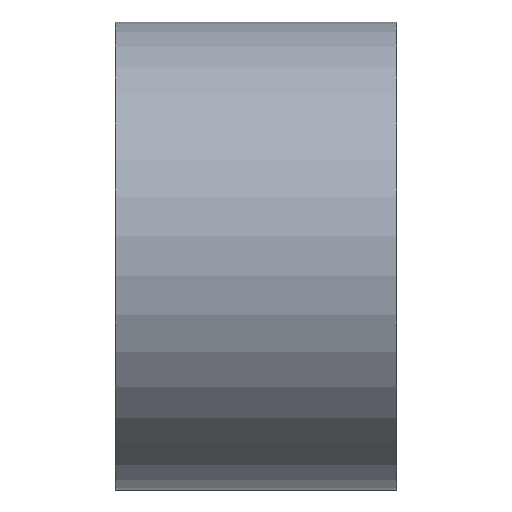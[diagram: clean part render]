
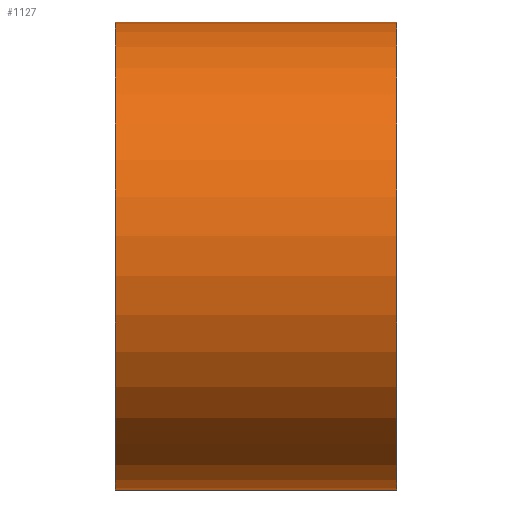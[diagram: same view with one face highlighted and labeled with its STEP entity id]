
A CAD part, left-side view. The second image highlights one B-rep face of the part: STEP entity #1127.
In plain terms, the highlighted cylindrical face has radius 25 mm (diameter 50 mm), a partial arc.
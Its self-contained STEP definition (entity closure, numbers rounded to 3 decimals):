
#16=CYLINDRICAL_SURFACE('',#1196,25.);
#48=CIRCLE('',#1175,25.);
#50=CIRCLE('',#1197,25.);
#101=FACE_OUTER_BOUND('',#168,.T.);
#168=EDGE_LOOP('',(#973,#974,#975,#976));
#324=LINE('',#1745,#470);
#330=LINE('',#1758,#476);
#470=VECTOR('',#1438,10.);
#476=VECTOR('',#1452,10.);
#567=VERTEX_POINT('',#1686);
#570=VERTEX_POINT('',#1691);
#573=VERTEX_POINT('',#1744);
#576=VERTEX_POINT('',#1756);
#685=EDGE_CURVE('',#570,#567,#48,.T.);
#718=EDGE_CURVE('',#573,#567,#324,.T.);
#725=EDGE_CURVE('',#570,#576,#330,.T.);
#726=EDGE_CURVE('',#573,#576,#50,.T.);
#973=ORIENTED_EDGE('',*,*,#725,.T.);
#974=ORIENTED_EDGE('',*,*,#726,.F.);
#975=ORIENTED_EDGE('',*,*,#718,.T.);
#976=ORIENTED_EDGE('',*,*,#685,.F.);
#1127=ADVANCED_FACE('',(#101),#16,.T.);
#1175=AXIS2_PLACEMENT_3D('',#1693,#1372,#1373);
#1196=AXIS2_PLACEMENT_3D('',#1759,#1453,#1454);
#1197=AXIS2_PLACEMENT_3D('',#1760,#1455,#1456);
#1372=DIRECTION('center_axis',(0.,-1.,0.));
#1373=DIRECTION('ref_axis',(0.04,0.,-0.999));
#1438=DIRECTION('',(0.,-1.,0.));
#1452=DIRECTION('',(0.,1.,0.));
#1453=DIRECTION('center_axis',(0.,1.,0.));
#1454=DIRECTION('ref_axis',(-1.,0.,0.));
#1455=DIRECTION('center_axis',(0.,1.,0.));
#1456=DIRECTION('ref_axis',(0.04,0.,-0.999));
#1686=CARTESIAN_POINT('',(1.,-15.,-24.98));
#1691=CARTESIAN_POINT('',(1.,-15.,24.98));
#1693=CARTESIAN_POINT('Origin',(0.,-15.,0.));
#1744=CARTESIAN_POINT('',(1.,15.,-24.98));
#1745=CARTESIAN_POINT('',(1.,0.,-24.98));
#1756=CARTESIAN_POINT('',(1.,15.,24.98));
#1758=CARTESIAN_POINT('',(1.,0.,24.98));
#1759=CARTESIAN_POINT('Origin',(0.,0.,0.));
#1760=CARTESIAN_POINT('Origin',(0.,15.,0.));
